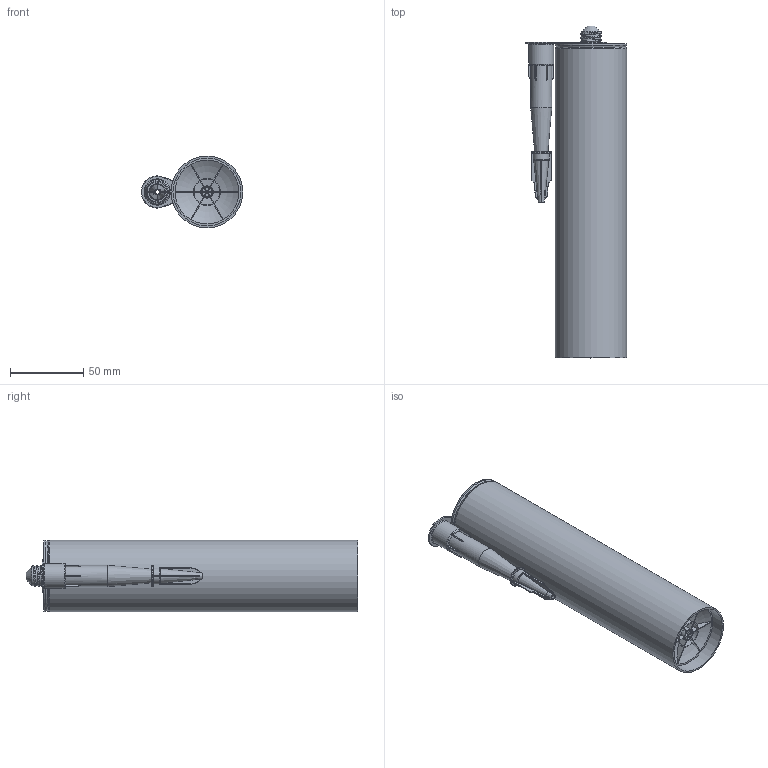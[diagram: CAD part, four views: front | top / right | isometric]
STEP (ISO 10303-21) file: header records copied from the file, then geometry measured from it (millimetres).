
FILE_DESCRIPTION (( 'STEP AP203' ), '1' );
FILE_NAME ('80535-240.step', '2021-11-26T10:04:30', ( '' ), ( '' ), 'SwSTEP 2.0', 'SolidWorks 2018', '' );
FILE_SCHEMA (( 'CONFIG_CONTROL_DESIGN' ));
Length unit declared in the file: millimetre
Products named in the file (2): 80535-240
Bounding box: 69.46 x 227 x 49 mm (x, y, z)
Volume: 389325.1 mm3; surface area: 55870.9 mm2
Topology: 3 solids, 3 shells, 297 faces, 746 edges, 471 vertices
Faces by surface type: plane 89, torus 72, cylinder 65, bspline 56, cone 14, sphere 1
Full cylindrical faces by diameter (mm): 9.5 x1, 13.5 x4, 14 x1, 14.5 x4, 15 x1, 16 x1, 17 x1, 46.5 x1, 49 x2
Entity records: 12010 total; most frequent: CARTESIAN_POINT 5624, ORIENTED_EDGE 1328, DIRECTION 1198, EDGE_CURVE 664, AXIS2_PLACEMENT_3D 498, VERTEX_POINT 435, EDGE_LOOP 359, FACE_OUTER_BOUND 319
